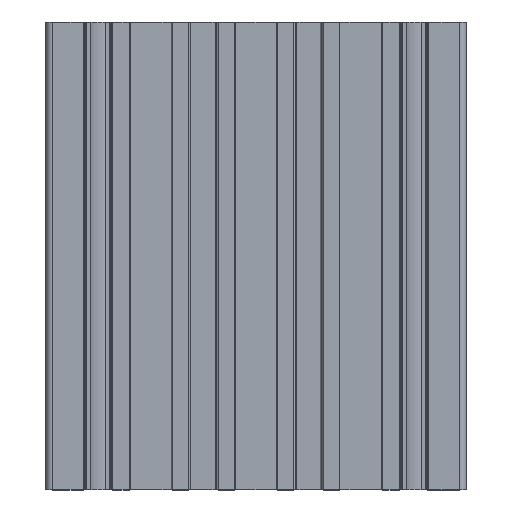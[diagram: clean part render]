
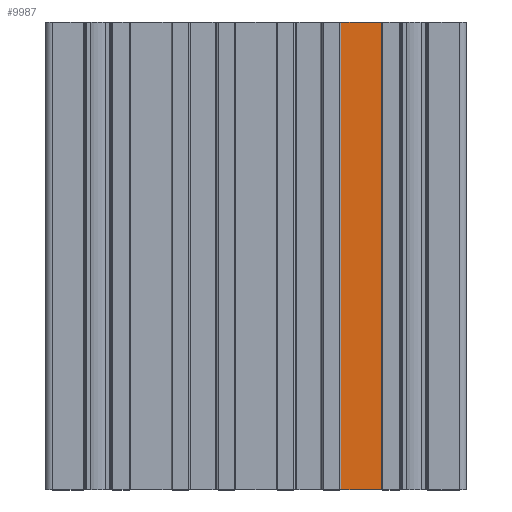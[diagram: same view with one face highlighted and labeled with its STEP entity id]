
A CAD part, top view. The second image highlights one B-rep face of the part: STEP entity #9987.
In plain terms, the highlighted planar face has unit normal (0, 0, 1).
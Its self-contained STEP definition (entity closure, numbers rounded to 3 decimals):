
#1098=FACE_OUTER_BOUND('',#1599,.T.);
#1599=EDGE_LOOP('',(#7903,#7904,#7905,#7906));
#2529=LINE('',#16366,#3580);
#2531=LINE('',#16370,#3582);
#2532=LINE('',#16372,#3583);
#2533=LINE('',#16373,#3584);
#3580=VECTOR('',#13402,200.);
#3582=VECTOR('',#13406,17.5);
#3583=VECTOR('',#13407,200.);
#3584=VECTOR('',#13408,17.5);
#4616=VERTEX_POINT('',#16363);
#4617=VERTEX_POINT('',#16365);
#4618=VERTEX_POINT('',#16369);
#4619=VERTEX_POINT('',#16371);
#6009=EDGE_CURVE('',#4616,#4617,#2529,.T.);
#6011=EDGE_CURVE('',#4616,#4618,#2531,.T.);
#6012=EDGE_CURVE('',#4618,#4619,#2532,.T.);
#6013=EDGE_CURVE('',#4617,#4619,#2533,.T.);
#7903=ORIENTED_EDGE('',*,*,#6011,.T.);
#7904=ORIENTED_EDGE('',*,*,#6012,.T.);
#7905=ORIENTED_EDGE('',*,*,#6013,.F.);
#7906=ORIENTED_EDGE('',*,*,#6009,.F.);
#9519=PLANE('',#10870);
#9987=ADVANCED_FACE('',(#1098),#9519,.T.);
#10870=AXIS2_PLACEMENT_3D('',#16368,#13404,#13405);
#13402=DIRECTION('',(0.,-1.,0.));
#13404=DIRECTION('center_axis',(0.,0.,1.));
#13405=DIRECTION('ref_axis',(1.,0.,0.));
#13406=DIRECTION('',(-1.,0.,0.));
#13407=DIRECTION('',(0.,-1.,0.));
#13408=DIRECTION('',(-1.,0.,0.));
#16363=CARTESIAN_POINT('',(53.75,200.,21.));
#16365=CARTESIAN_POINT('',(53.75,0.,21.));
#16366=CARTESIAN_POINT('',(53.75,0.,21.));
#16368=CARTESIAN_POINT('Origin',(36.25,0.,21.));
#16369=CARTESIAN_POINT('',(36.25,200.,21.));
#16370=CARTESIAN_POINT('',(18.125,200.,21.));
#16371=CARTESIAN_POINT('',(36.25,0.,21.));
#16372=CARTESIAN_POINT('',(36.25,0.,21.));
#16373=CARTESIAN_POINT('',(18.125,0.,21.));
